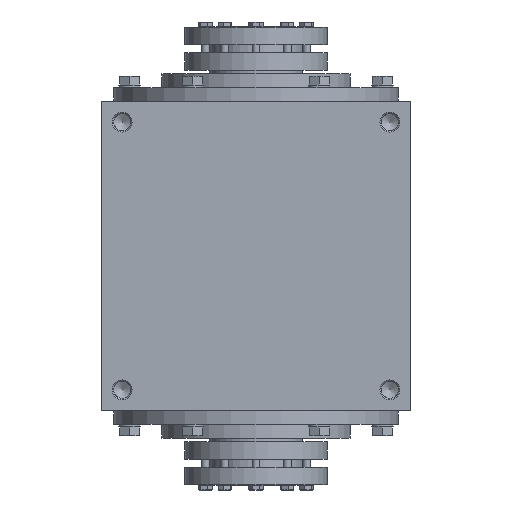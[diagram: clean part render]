
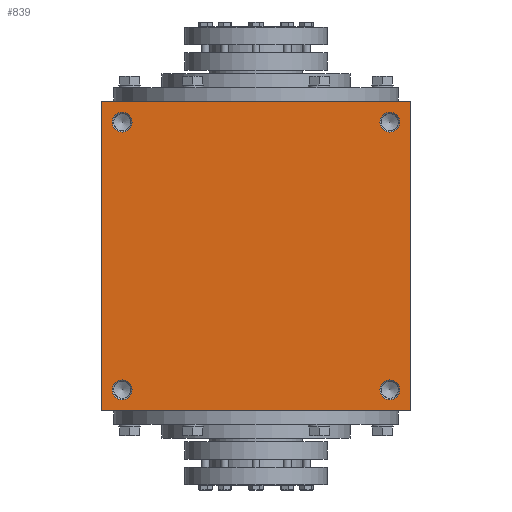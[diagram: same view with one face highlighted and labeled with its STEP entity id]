
A CAD part, left-side view. The second image highlights one B-rep face of the part: STEP entity #839.
In plain terms, the highlighted face is planar.
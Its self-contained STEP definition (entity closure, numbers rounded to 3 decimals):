
#839 = ADVANCED_FACE( '', ( #1804, #1805, #1806, #1807, #1808 ), #1809, .F. );
#1804 = FACE_BOUND( '', #3055, .T. );
#1805 = FACE_BOUND( '', #3056, .T. );
#1806 = FACE_BOUND( '', #3057, .T. );
#1807 = FACE_BOUND( '', #3058, .T. );
#1808 = FACE_OUTER_BOUND( '', #3059, .T. );
#1809 = PLANE( '', #3060 );
#3055 = EDGE_LOOP( '', ( #4802 ) );
#3056 = EDGE_LOOP( '', ( #4803 ) );
#3057 = EDGE_LOOP( '', ( #4804 ) );
#3058 = EDGE_LOOP( '', ( #4805 ) );
#3059 = EDGE_LOOP( '', ( #4806, #4807, #4808, #4809 ) );
#3060 = AXIS2_PLACEMENT_3D( '', #4810, #4811, #4812 );
#4802 = ORIENTED_EDGE( '', *, *, #7003, .F. );
#4803 = ORIENTED_EDGE( '', *, *, #7004, .T. );
#4804 = ORIENTED_EDGE( '', *, *, #7005, .F. );
#4805 = ORIENTED_EDGE( '', *, *, #6960, .T. );
#4806 = ORIENTED_EDGE( '', *, *, #6912, .F. );
#4807 = ORIENTED_EDGE( '', *, *, #7000, .F. );
#4808 = ORIENTED_EDGE( '', *, *, #7006, .F. );
#4809 = ORIENTED_EDGE( '', *, *, #7007, .F. );
#4810 = CARTESIAN_POINT( '', ( 0., 0., -125. ) );
#4811 = DIRECTION( '', ( 0., 0., 1. ) );
#4812 = DIRECTION( '', ( 1., 0., 0. ) );
#6912 = EDGE_CURVE( '', #8156, #8157, #8158, .T. );
#6960 = EDGE_CURVE( '', #8229, #8229, #8230, .T. );
#7000 = EDGE_CURVE( '', #8287, #8156, #8288, .T. );
#7003 = EDGE_CURVE( '', #8291, #8291, #8292, .T. );
#7004 = EDGE_CURVE( '', #8293, #8293, #8294, .T. );
#7005 = EDGE_CURVE( '', #8295, #8295, #8296, .T. );
#7006 = EDGE_CURVE( '', #8297, #8287, #8298, .T. );
#7007 = EDGE_CURVE( '', #8157, #8297, #8299, .T. );
#8156 = VERTEX_POINT( '', #9968 );
#8157 = VERTEX_POINT( '', #9969 );
#8158 = LINE( '', #9970, #9971 );
#8229 = VERTEX_POINT( '', #10079 );
#8230 = CIRCLE( '', #10080, 8. );
#8287 = VERTEX_POINT( '', #10227 );
#8288 = LINE( '', #10228, #10229 );
#8291 = VERTEX_POINT( '', #10233 );
#8292 = CIRCLE( '', #10234, 8. );
#8293 = VERTEX_POINT( '', #10235 );
#8294 = CIRCLE( '', #10236, 8. );
#8295 = VERTEX_POINT( '', #10237 );
#8296 = CIRCLE( '', #10238, 8. );
#8297 = VERTEX_POINT( '', #10239 );
#8298 = LINE( '', #10240, #10241 );
#8299 = LINE( '', #10242, #10243 );
#9968 = CARTESIAN_POINT( '', ( -125., 125., -125. ) );
#9969 = CARTESIAN_POINT( '', ( -125., -125., -125. ) );
#9970 = CARTESIAN_POINT( '', ( -125., 125., -125. ) );
#9971 = VECTOR( '', #11816, 1000. );
#10079 = CARTESIAN_POINT( '', ( 116., -108., -125. ) );
#10080 = AXIS2_PLACEMENT_3D( '', #11884, #11885, #11886 );
#10227 = CARTESIAN_POINT( '', ( 125., 125., -125. ) );
#10228 = CARTESIAN_POINT( '', ( 125., 125., -125. ) );
#10229 = VECTOR( '', #11927, 1000. );
#10233 = CARTESIAN_POINT( '', ( -116., 108., -125. ) );
#10234 = AXIS2_PLACEMENT_3D( '', #11929, #11930, #11931 );
#10235 = CARTESIAN_POINT( '', ( 116., 108., -125. ) );
#10236 = AXIS2_PLACEMENT_3D( '', #11932, #11933, #11934 );
#10237 = CARTESIAN_POINT( '', ( -116., -108., -125. ) );
#10238 = AXIS2_PLACEMENT_3D( '', #11935, #11936, #11937 );
#10239 = CARTESIAN_POINT( '', ( 125., -125., -125. ) );
#10240 = CARTESIAN_POINT( '', ( 125., -125., -125. ) );
#10241 = VECTOR( '', #11938, 1000. );
#10242 = CARTESIAN_POINT( '', ( -125., -125., -125. ) );
#10243 = VECTOR( '', #11939, 1000. );
#11816 = DIRECTION( '', ( 0., -1., 0. ) );
#11884 = CARTESIAN_POINT( '', ( 108., -108., -125. ) );
#11885 = DIRECTION( '', ( 0., 0., 1. ) );
#11886 = DIRECTION( '', ( 1., 0., 0. ) );
#11927 = DIRECTION( '', ( -1., 0., 0. ) );
#11929 = CARTESIAN_POINT( '', ( -108., 108., -125. ) );
#11930 = DIRECTION( '', ( 0., 0., -1. ) );
#11931 = DIRECTION( '', ( -1., 0., 0. ) );
#11932 = CARTESIAN_POINT( '', ( 108., 108., -125. ) );
#11933 = DIRECTION( '', ( 0., 0., 1. ) );
#11934 = DIRECTION( '', ( 1., 0., 0. ) );
#11935 = CARTESIAN_POINT( '', ( -108., -108., -125. ) );
#11936 = DIRECTION( '', ( 0., 0., -1. ) );
#11937 = DIRECTION( '', ( -1., 0., 0. ) );
#11938 = DIRECTION( '', ( 0., 1., 0. ) );
#11939 = DIRECTION( '', ( 1., 0., 0. ) );
